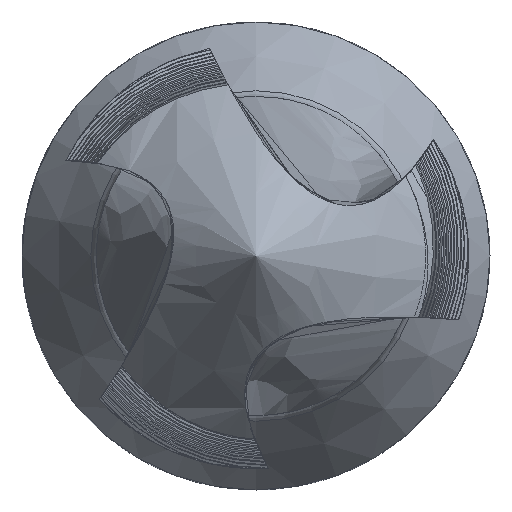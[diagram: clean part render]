
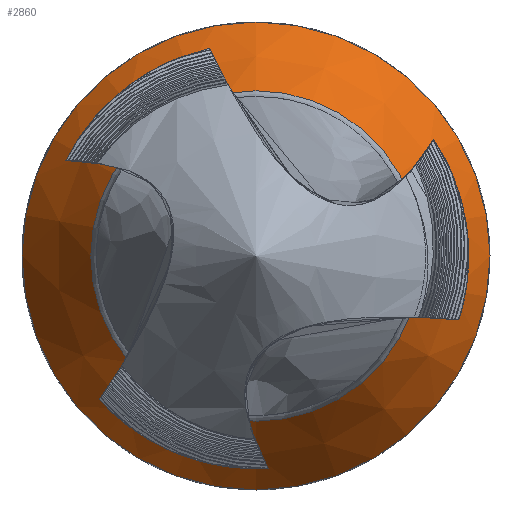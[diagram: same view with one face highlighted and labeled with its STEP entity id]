
A CAD part, left-side view. The second image highlights one B-rep face of the part: STEP entity #2860.
In plain terms, the highlighted conical face has half-angle 30 degrees and reference radius 5.5 mm.
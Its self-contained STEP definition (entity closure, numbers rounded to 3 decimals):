
#128=CONICAL_SURFACE('',#3021,5.5,0.524);
#349=FACE_OUTER_BOUND('',#499,.T.);
#499=EDGE_LOOP('',(#2516,#2517,#2518,#2519,#2520,#2521));
#828=CIRCLE('',#2936,5.5);
#829=CIRCLE('',#2937,5.5);
#855=CIRCLE('',#3022,3.884);
#856=CIRCLE('',#3023,3.884);
#936=LINE('',#111063,#1020);
#1020=VECTOR('',#3333,5.5);
#1039=VERTEX_POINT('',#3531);
#1040=VERTEX_POINT('',#3533);
#1351=VERTEX_POINT('',#111062);
#1352=VERTEX_POINT('',#111064);
#1367=EDGE_CURVE('',#1039,#1040,#828,.T.);
#1368=EDGE_CURVE('',#1040,#1039,#829,.T.);
#1800=EDGE_CURVE('',#1039,#1351,#936,.T.);
#1801=EDGE_CURVE('',#1351,#1352,#855,.T.);
#1802=EDGE_CURVE('',#1352,#1351,#856,.T.);
#2516=ORIENTED_EDGE('',*,*,#1368,.F.);
#2517=ORIENTED_EDGE('',*,*,#1367,.F.);
#2518=ORIENTED_EDGE('',*,*,#1800,.T.);
#2519=ORIENTED_EDGE('',*,*,#1801,.T.);
#2520=ORIENTED_EDGE('',*,*,#1802,.T.);
#2521=ORIENTED_EDGE('',*,*,#1800,.F.);
#2860=ADVANCED_FACE('',(#349),#128,.T.);
#2936=AXIS2_PLACEMENT_3D('',#3534,#3090,#3091);
#2937=AXIS2_PLACEMENT_3D('',#3535,#3092,#3093);
#3021=AXIS2_PLACEMENT_3D('',#111061,#3331,#3332);
#3022=AXIS2_PLACEMENT_3D('',#111065,#3334,#3335);
#3023=AXIS2_PLACEMENT_3D('',#111066,#3336,#3337);
#3090=DIRECTION('center_axis',(1.,0.,0.));
#3091=DIRECTION('ref_axis',(0.,0.,-1.));
#3092=DIRECTION('center_axis',(1.,0.,0.));
#3093=DIRECTION('ref_axis',(0.,0.,-1.));
#3331=DIRECTION('center_axis',(1.,0.,0.));
#3332=DIRECTION('ref_axis',(0.,0.,-1.));
#3333=DIRECTION('',(-0.866,0.,-0.5));
#3334=DIRECTION('center_axis',(1.,0.,0.));
#3335=DIRECTION('ref_axis',(0.,0.,-1.));
#3336=DIRECTION('center_axis',(1.,0.,0.));
#3337=DIRECTION('ref_axis',(0.,0.,-1.));
#3531=CARTESIAN_POINT('',(50.,0.,5.5));
#3533=CARTESIAN_POINT('',(50.,0.,-5.5));
#3534=CARTESIAN_POINT('Origin',(50.,0.,0.));
#3535=CARTESIAN_POINT('Origin',(50.,0.,0.));
#111061=CARTESIAN_POINT('Origin',(50.,0.,0.));
#111062=CARTESIAN_POINT('',(47.201,0.,3.884));
#111063=CARTESIAN_POINT('',(50.,0.,5.5));
#111064=CARTESIAN_POINT('',(47.201,0.,-3.884));
#111065=CARTESIAN_POINT('Origin',(47.201,0.,0.));
#111066=CARTESIAN_POINT('Origin',(47.201,0.,0.));
